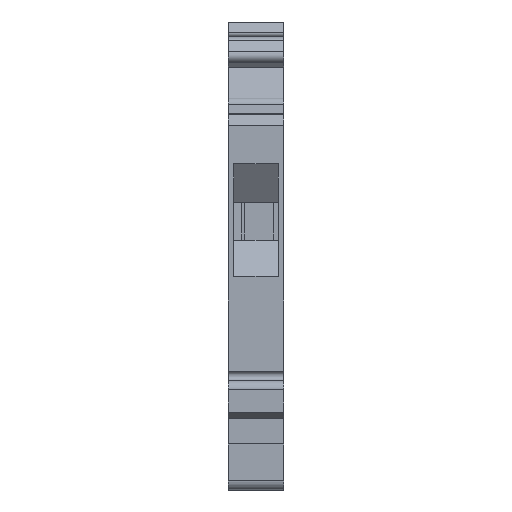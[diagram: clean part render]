
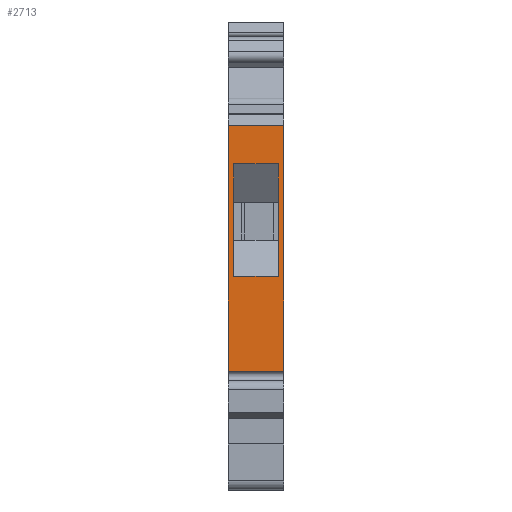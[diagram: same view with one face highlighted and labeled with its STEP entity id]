
A CAD part, left-side view. The second image highlights one B-rep face of the part: STEP entity #2713.
In plain terms, the highlighted planar face has unit normal (-1, 0, 0).
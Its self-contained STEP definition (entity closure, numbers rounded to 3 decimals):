
#693=ORIENTED_EDGE('',*,*,#1092,.F.);
#694=ORIENTED_EDGE('',*,*,#978,.F.);
#695=ORIENTED_EDGE('',*,*,#1090,.T.);
#696=ORIENTED_EDGE('',*,*,#980,.T.);
#697=ORIENTED_EDGE('',*,*,#1261,.F.);
#698=ORIENTED_EDGE('',*,*,#1041,.F.);
#699=ORIENTED_EDGE('',*,*,#1260,.T.);
#700=ORIENTED_EDGE('',*,*,#1262,.T.);
#978=EDGE_CURVE('',#1365,#1364,#1635,.T.);
#980=EDGE_CURVE('',#1368,#1366,#1637,.T.);
#1041=EDGE_CURVE('',#1427,#1428,#1676,.T.);
#1090=EDGE_CURVE('',#1365,#1368,#1713,.T.);
#1092=EDGE_CURVE('',#1364,#1366,#1715,.T.);
#1260=EDGE_CURVE('',#1427,#1549,#1854,.T.);
#1261=EDGE_CURVE('',#1428,#1550,#1855,.T.);
#1262=EDGE_CURVE('',#1549,#1550,#1856,.T.);
#1364=VERTEX_POINT('',#3849);
#1365=VERTEX_POINT('',#3851);
#1366=VERTEX_POINT('',#3855);
#1368=VERTEX_POINT('',#3858);
#1427=VERTEX_POINT('',#3978);
#1428=VERTEX_POINT('',#3980);
#1549=VERTEX_POINT('',#4408);
#1550=VERTEX_POINT('',#4412);
#1635=LINE('',#3852,#1954);
#1637=LINE('',#3857,#1956);
#1676=LINE('',#3979,#1995);
#1713=LINE('',#4071,#2032);
#1715=LINE('',#4075,#2034);
#1854=LINE('',#4409,#2173);
#1855=LINE('',#4411,#2174);
#1856=LINE('',#4413,#2175);
#1954=VECTOR('',#3064,1000.);
#1956=VECTOR('',#3068,1000.);
#1995=VECTOR('',#3153,1000.);
#2032=VECTOR('',#3218,1000.);
#2034=VECTOR('',#3224,1000.);
#2173=VECTOR('',#3591,1000.);
#2174=VECTOR('',#3594,1000.);
#2175=VECTOR('',#3595,1000.);
#2319=EDGE_LOOP('',(#693,#694,#695,#696));
#2320=EDGE_LOOP('',(#697,#698,#699,#700));
#2466=FACE_BOUND('',#2319,.T.);
#2467=FACE_BOUND('',#2320,.T.);
#2583=PLANE('',#2928);
#2713=ADVANCED_FACE('',(#2466,#2467),#2583,.F.);
#2928=AXIS2_PLACEMENT_3D('',#4410,#3592,#3593);
#3064=DIRECTION('',(0.,-1.,0.));
#3068=DIRECTION('',(0.,-1.,0.));
#3153=DIRECTION('',(0.,0.,1.));
#3218=DIRECTION('',(0.,0.,1.));
#3224=DIRECTION('',(0.,0.,1.));
#3591=DIRECTION('',(0.,-1.,0.));
#3592=DIRECTION('',(1.,0.,0.));
#3593=DIRECTION('',(0.,0.,-1.));
#3594=DIRECTION('',(0.,-1.,0.));
#3595=DIRECTION('',(0.,0.,1.));
#3849=CARTESIAN_POINT('',(-20.75,0.6,-2.125));
#3851=CARTESIAN_POINT('',(-20.75,5.4,-2.125));
#3852=CARTESIAN_POINT('',(-20.75,5.4,-2.125));
#3855=CARTESIAN_POINT('',(-20.75,0.6,10.075));
#3857=CARTESIAN_POINT('',(-20.75,5.4,10.075));
#3858=CARTESIAN_POINT('',(-20.75,5.4,10.075));
#3978=CARTESIAN_POINT('',(-20.75,6.,-12.45));
#3979=CARTESIAN_POINT('',(-20.75,6.,-20.35));
#3980=CARTESIAN_POINT('',(-20.75,6.,14.274));
#4071=CARTESIAN_POINT('',(-20.75,5.4,-2.125));
#4075=CARTESIAN_POINT('',(-20.75,0.6,-2.125));
#4408=CARTESIAN_POINT('',(-20.75,0.,-12.45));
#4409=CARTESIAN_POINT('',(-20.75,8.197,-12.45));
#4410=CARTESIAN_POINT('',(-20.75,6.,-20.35));
#4411=CARTESIAN_POINT('',(-20.75,6.,14.274));
#4412=CARTESIAN_POINT('',(-20.75,0.,14.274));
#4413=CARTESIAN_POINT('',(-20.75,0.,-20.35));
